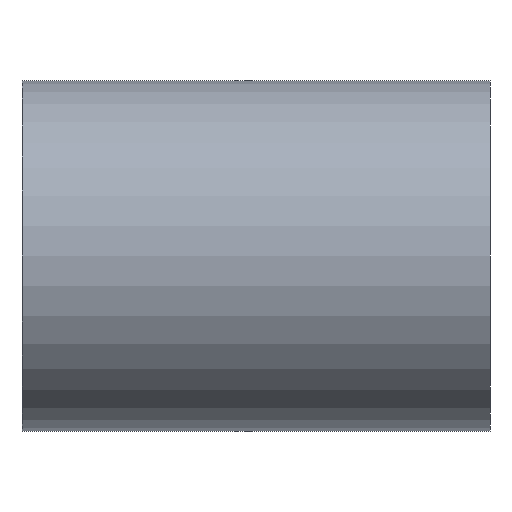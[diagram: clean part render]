
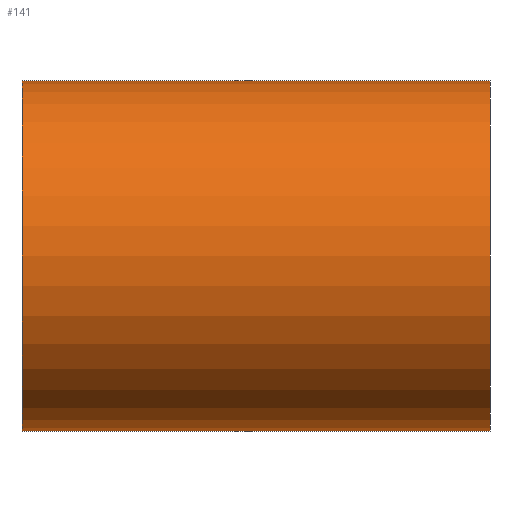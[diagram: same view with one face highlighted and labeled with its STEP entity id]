
A CAD part, left-side view. The second image highlights one B-rep face of the part: STEP entity #141.
In plain terms, the highlighted cylindrical face has radius 2.375 mm (diameter 4.75 mm), a partial arc.
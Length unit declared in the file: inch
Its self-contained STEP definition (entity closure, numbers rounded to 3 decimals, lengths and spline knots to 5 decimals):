
#3 = DIRECTION ( 'NONE',  ( 0., 0., -1. ) ) ;
#27 = DIRECTION ( 'NONE',  ( 0., 0., 1. ) ) ;
#29 = DIRECTION ( 'NONE',  ( 0., 1., 0. ) ) ;
#30 = CARTESIAN_POINT ( 'NONE',  ( 0., 0.25, 0. ) ) ;
#42 = EDGE_LOOP ( 'NONE', ( #190, #196, #202, #204 ) ) ;
#47 = VECTOR ( 'NONE', #82, 39.37008 ) ;
#48 = CIRCLE ( 'NONE', #175, 0.0935 ) ;
#49 = LINE ( 'NONE', #51, #47 ) ;
#51 = CARTESIAN_POINT ( 'NONE',  ( 0., 0.25, -0.0935 ) ) ;
#58 = DIRECTION ( 'NONE',  ( 0., -1., 0. ) ) ;
#60 = CARTESIAN_POINT ( 'NONE',  ( 0., 0.25, 0.0935 ) ) ;
#61 = VECTOR ( 'NONE', #58, 39.37008 ) ;
#62 = LINE ( 'NONE', #60, #61 ) ;
#65 = CIRCLE ( 'NONE', #189, 0.0935 ) ;
#78 = VERTEX_POINT ( 'NONE', #114 ) ;
#82 = DIRECTION ( 'NONE',  ( 0., -1., 0. ) ) ;
#87 = CYLINDRICAL_SURFACE ( 'NONE', #186, 0.0935 ) ;
#89 = VERTEX_POINT ( 'NONE', #126 ) ;
#94 = VERTEX_POINT ( 'NONE', #223 ) ;
#103 = FACE_OUTER_BOUND ( 'NONE', #42, .T. ) ;
#107 = DIRECTION ( 'NONE',  ( 0., 0., 1. ) ) ;
#109 = DIRECTION ( 'NONE',  ( 0., 1., 0. ) ) ;
#111 = CARTESIAN_POINT ( 'NONE',  ( 0., 0., 0. ) ) ;
#114 = CARTESIAN_POINT ( 'NONE',  ( 0., 0.25, 0.0935 ) ) ;
#117 = CARTESIAN_POINT ( 'NONE',  ( 0., 0., 0.0935 ) ) ;
#126 = CARTESIAN_POINT ( 'NONE',  ( 0., 0.25, -0.0935 ) ) ;
#133 = VERTEX_POINT ( 'NONE', #117 ) ;
#141 = ADVANCED_FACE ( 'NONE', ( #103 ), #87, .T. ) ;
#162 = EDGE_CURVE ( 'NONE', #94, #133, #65, .T. ) ;
#175 = AXIS2_PLACEMENT_3D ( 'NONE', #30, #29, #27 ) ;
#177 = DIRECTION ( 'NONE',  ( 0., -1., 0. ) ) ;
#183 = CARTESIAN_POINT ( 'NONE',  ( 0., 0.25, 0. ) ) ;
#186 = AXIS2_PLACEMENT_3D ( 'NONE', #183, #177, #3 ) ;
#189 = AXIS2_PLACEMENT_3D ( 'NONE', #111, #109, #107 ) ;
#190 = ORIENTED_EDGE ( 'NONE', *, *, #213, .F. ) ;
#196 = ORIENTED_EDGE ( 'NONE', *, *, #216, .F. ) ;
#202 = ORIENTED_EDGE ( 'NONE', *, *, #215, .T. ) ;
#204 = ORIENTED_EDGE ( 'NONE', *, *, #162, .T. ) ;
#213 = EDGE_CURVE ( 'NONE', #78, #133, #62, .T. ) ;
#215 = EDGE_CURVE ( 'NONE', #89, #94, #49, .T. ) ;
#216 = EDGE_CURVE ( 'NONE', #89, #78, #48, .T. ) ;
#223 = CARTESIAN_POINT ( 'NONE',  ( 0., 0., -0.0935 ) ) ;
